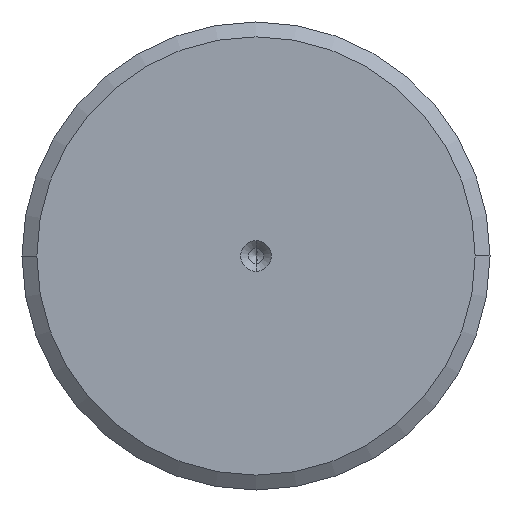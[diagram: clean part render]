
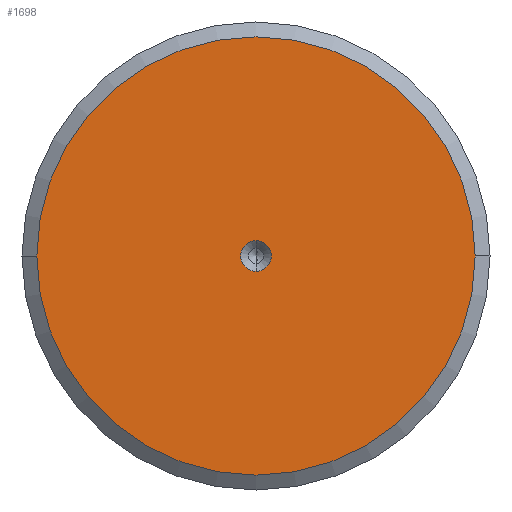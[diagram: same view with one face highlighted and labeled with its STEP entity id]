
A CAD part, left-side view. The second image highlights one B-rep face of the part: STEP entity #1698.
In plain terms, the highlighted planar face has unit normal (-1, 0, 0).
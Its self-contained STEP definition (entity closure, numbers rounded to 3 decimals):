
#25 = AXIS2_PLACEMENT_3D ( 'NONE', #1243, #2298, #716 ) ;
#59 = CIRCLE ( 'NONE', #886, 29.5 ) ;
#89 = ORIENTED_EDGE ( 'NONE', *, *, #763, .T. ) ;
#145 = AXIS2_PLACEMENT_3D ( 'NONE', #2310, #707, #1412 ) ;
#228 = CARTESIAN_POINT ( 'NONE',  ( 0., 0., 0. ) ) ;
#259 = DIRECTION ( 'NONE',  ( -1., 0., 0. ) ) ;
#339 = CARTESIAN_POINT ( 'NONE',  ( 0., 0., 0. ) ) ;
#419 = DIRECTION ( 'NONE',  ( 0., -1., 0. ) ) ;
#628 = FACE_OUTER_BOUND ( 'NONE', #1452, .T. ) ;
#650 = EDGE_CURVE ( 'NONE', #1496, #2004, #1671, .T. ) ;
#707 = DIRECTION ( 'NONE',  ( 1., 0., 0. ) ) ;
#709 = CARTESIAN_POINT ( 'NONE',  ( 0., 29.5, 0. ) ) ;
#716 = DIRECTION ( 'NONE',  ( 0., -1., 0. ) ) ;
#744 = ORIENTED_EDGE ( 'NONE', *, *, #1074, .T. ) ;
#763 = EDGE_CURVE ( 'NONE', #2004, #1496, #59, .T. ) ;
#786 = PLANE ( 'NONE',  #1811 ) ;
#873 = CARTESIAN_POINT ( 'NONE',  ( 0., 0., 2.075 ) ) ;
#886 = AXIS2_PLACEMENT_3D ( 'NONE', #1812, #1836, #419 ) ;
#947 = ORIENTED_EDGE ( 'NONE', *, *, #650, .T. ) ;
#1007 = VERTEX_POINT ( 'NONE', #873 ) ;
#1021 = CARTESIAN_POINT ( 'NONE',  ( 0., -29.5, 0. ) ) ;
#1041 = EDGE_CURVE ( 'NONE', #1007, #1239, #1781, .T. ) ;
#1074 = EDGE_CURVE ( 'NONE', #1239, #1007, #1815, .T. ) ;
#1111 = CARTESIAN_POINT ( 'NONE',  ( 0., 0., -2.075 ) ) ;
#1153 = DIRECTION ( 'NONE',  ( 0., -1., 0. ) ) ;
#1222 = DIRECTION ( 'NONE',  ( 0., -1., 0. ) ) ;
#1239 = VERTEX_POINT ( 'NONE', #1111 ) ;
#1243 = CARTESIAN_POINT ( 'NONE',  ( 0., 0., 0. ) ) ;
#1412 = DIRECTION ( 'NONE',  ( 0., -1., 0. ) ) ;
#1414 = AXIS2_PLACEMENT_3D ( 'NONE', #339, #2279, #1222 ) ;
#1452 = EDGE_LOOP ( 'NONE', ( #89, #947 ) ) ;
#1454 = ORIENTED_EDGE ( 'NONE', *, *, #1041, .T. ) ;
#1496 = VERTEX_POINT ( 'NONE', #1021 ) ;
#1671 = CIRCLE ( 'NONE', #25, 29.5 ) ;
#1698 = ADVANCED_FACE ( 'NONE', ( #1840, #628 ), #786, .T. ) ;
#1781 = CIRCLE ( 'NONE', #1414, 2.075 ) ;
#1811 = AXIS2_PLACEMENT_3D ( 'NONE', #228, #259, #1153 ) ;
#1812 = CARTESIAN_POINT ( 'NONE',  ( 0., 0., 0. ) ) ;
#1815 = CIRCLE ( 'NONE', #145, 2.075 ) ;
#1836 = DIRECTION ( 'NONE',  ( -1., 0., 0. ) ) ;
#1840 = FACE_BOUND ( 'NONE', #1946, .T. ) ;
#1946 = EDGE_LOOP ( 'NONE', ( #1454, #744 ) ) ;
#2004 = VERTEX_POINT ( 'NONE', #709 ) ;
#2279 = DIRECTION ( 'NONE',  ( 1., 0., 0. ) ) ;
#2298 = DIRECTION ( 'NONE',  ( -1., 0., 0. ) ) ;
#2310 = CARTESIAN_POINT ( 'NONE',  ( 0., 0., 0. ) ) ;
